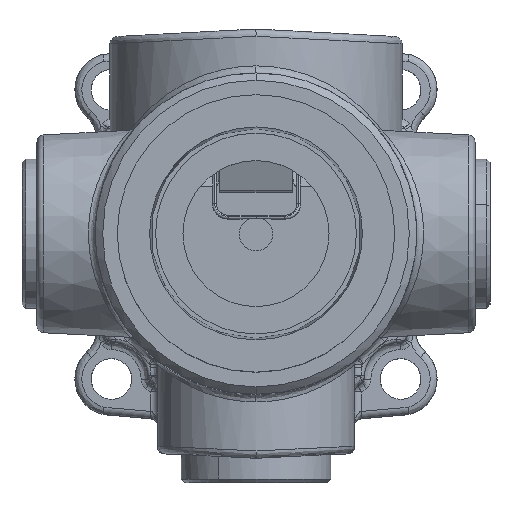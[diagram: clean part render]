
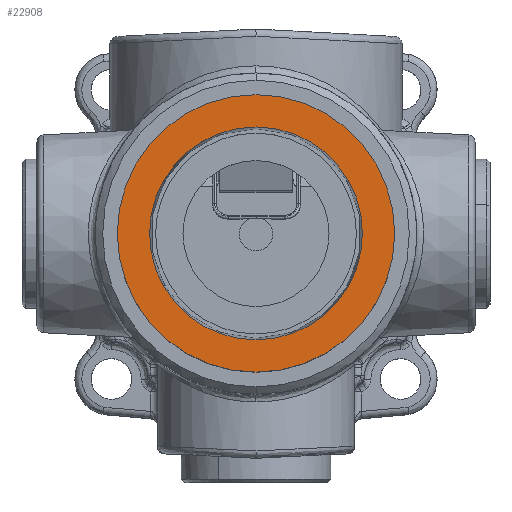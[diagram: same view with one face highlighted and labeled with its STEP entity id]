
A CAD part, top view. The second image highlights one B-rep face of the part: STEP entity #22908.
In plain terms, the highlighted planar face has unit normal (0, 0, 1).
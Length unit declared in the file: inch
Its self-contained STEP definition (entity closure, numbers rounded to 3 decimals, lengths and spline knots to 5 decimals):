
#6044=CARTESIAN_POINT('',(0.,0.,4.7685));
#6045=DIRECTION('',(0.,0.,-1.));
#6046=DIRECTION('',(0.,1.,0.));
#6047=AXIS2_PLACEMENT_3D('',#6044,#6045,#6046);
#6049=CARTESIAN_POINT('',(0.,0.,4.7685));
#6050=DIRECTION('',(0.,0.,1.));
#6051=DIRECTION('',(0.,1.,0.));
#6052=AXIS2_PLACEMENT_3D('',#6049,#6050,#6051);
#6054=CARTESIAN_POINT('',(0.,0.,4.7685));
#6055=DIRECTION('',(0.,0.,1.));
#6056=DIRECTION('',(0.,1.,0.));
#6057=AXIS2_PLACEMENT_3D('',#6054,#6055,#6056);
#6059=CARTESIAN_POINT('',(0.,0.,4.7685));
#6060=DIRECTION('',(0.,0.,1.));
#6061=DIRECTION('',(0.,-1.,0.));
#6062=AXIS2_PLACEMENT_3D('',#6059,#6060,#6061);
#15537=CARTESIAN_POINT('',(0.,1.1875,4.7685));
#15539=VERTEX_POINT('',#15537);
#15549=CARTESIAN_POINT('',(0.,-1.1875,4.7685));
#15551=VERTEX_POINT('',#15549);
#15888=CARTESIAN_POINT('',(0.,0.91117,4.7685));
#15889=CARTESIAN_POINT('',(0.,-0.91117,4.7685));
#15890=VERTEX_POINT('',#15888);
#15891=VERTEX_POINT('',#15889);
#22893=CARTESIAN_POINT('',(0.,0.,4.7685));
#22894=DIRECTION('',(0.,0.,1.));
#22895=DIRECTION('',(0.,1.,0.));
#22896=AXIS2_PLACEMENT_3D('',#22893,#22894,#22895);
#22897=PLANE('',#22896);
#22898=ORIENTED_EDGE('',*,*,#22875,.T.);
#22899=ORIENTED_EDGE('',*,*,#22886,.F.);
#22900=EDGE_LOOP('',(#22898,#22899));
#22901=FACE_OUTER_BOUND('',#22900,.F.);
#22903=ORIENTED_EDGE('',*,*,#22902,.T.);
#22905=ORIENTED_EDGE('',*,*,#22904,.T.);
#22906=EDGE_LOOP('',(#22903,#22905));
#22907=FACE_BOUND('',#22906,.F.);
#6048=CIRCLE('',#6047,1.1875);
#6053=CIRCLE('',#6052,1.1875);
#6058=CIRCLE('',#6057,0.91117);
#6063=CIRCLE('',#6062,0.91117);
#22875=EDGE_CURVE('',#15539,#15551,#6048,.T.);
#22886=EDGE_CURVE('',#15539,#15551,#6053,.T.);
#22902=EDGE_CURVE('',#15890,#15891,#6058,.T.);
#22904=EDGE_CURVE('',#15891,#15890,#6063,.T.);
#22908=ADVANCED_FACE('',(#22901,#22907),#22897,.T.);
